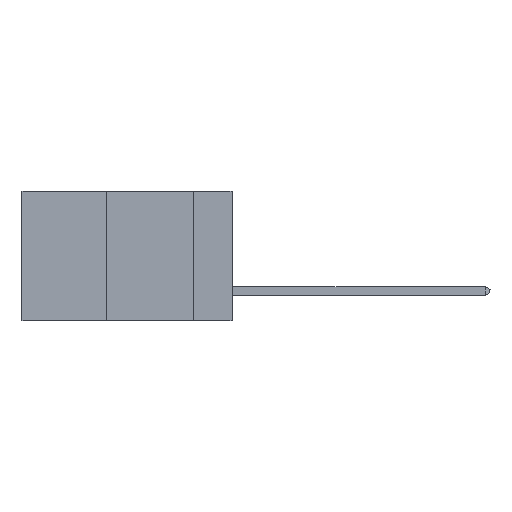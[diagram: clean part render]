
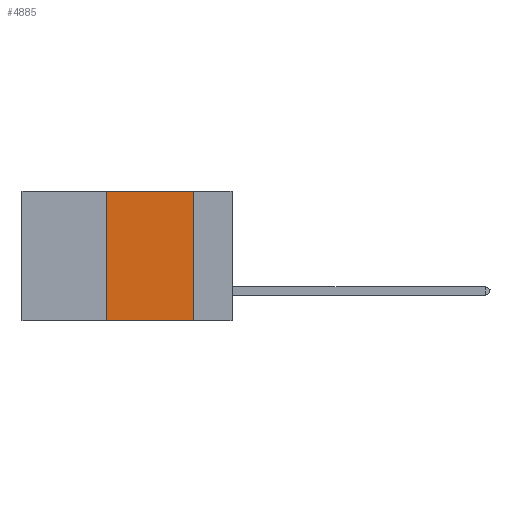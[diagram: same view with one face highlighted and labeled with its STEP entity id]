
A CAD part, left-side view. The second image highlights one B-rep face of the part: STEP entity #4885.
In plain terms, the highlighted planar face has unit normal (-1, 0, 0).
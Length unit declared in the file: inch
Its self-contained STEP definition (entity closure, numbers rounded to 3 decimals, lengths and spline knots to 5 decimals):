
#816 = DIRECTION ( 'NONE',  ( 0., 0., 1. ) ) ;
#1479 = DIRECTION ( 'NONE',  ( 0., -1., 0. ) ) ;
#1489 = VERTEX_POINT ( 'NONE', #23293 ) ;
#1970 = VECTOR ( 'NONE', #816, 39.37008 ) ;
#3441 = LINE ( 'NONE', #6778, #9820 ) ;
#3488 = CARTESIAN_POINT ( 'NONE',  ( 0., 0.36, 0. ) ) ;
#4885 = ADVANCED_FACE ( 'NONE', ( #10906 ), #20444, .F. ) ;
#6778 = CARTESIAN_POINT ( 'NONE',  ( 0., 0.6, -0.37 ) ) ;
#6985 = DIRECTION ( 'NONE',  ( 0., 0., -1. ) ) ;
#7479 = EDGE_CURVE ( 'NONE', #16545, #1489, #23601, .T. ) ;
#7517 = CARTESIAN_POINT ( 'NONE',  ( 0., 0.6, 0. ) ) ;
#9820 = VECTOR ( 'NONE', #25217, 39.37008 ) ;
#10124 = ORIENTED_EDGE ( 'NONE', *, *, #23137, .T. ) ;
#10441 = EDGE_CURVE ( 'NONE', #21420, #16545, #18000, .T. ) ;
#10780 = EDGE_LOOP ( 'NONE', ( #11062, #13769, #18552, #10124 ) ) ;
#10906 = FACE_OUTER_BOUND ( 'NONE', #10780, .T. ) ;
#11062 = ORIENTED_EDGE ( 'NONE', *, *, #7479, .F. ) ;
#12879 = VECTOR ( 'NONE', #1479, 39.37008 ) ;
#13769 = ORIENTED_EDGE ( 'NONE', *, *, #10441, .F. ) ;
#14091 = CARTESIAN_POINT ( 'NONE',  ( 0., 0.36, -0.37 ) ) ;
#14180 = DIRECTION ( 'NONE',  ( 1., 0., 0. ) ) ;
#16054 = DIRECTION ( 'NONE',  ( 0., 0., -1. ) ) ;
#16084 = LINE ( 'NONE', #19229, #1970 ) ;
#16545 = VERTEX_POINT ( 'NONE', #20322 ) ;
#18000 = LINE ( 'NONE', #7517, #12879 ) ;
#18552 = ORIENTED_EDGE ( 'NONE', *, *, #23261, .F. ) ;
#19229 = CARTESIAN_POINT ( 'NONE',  ( 0., 0.36, 0. ) ) ;
#19261 = CARTESIAN_POINT ( 'NONE',  ( 0., 0.11, 0. ) ) ;
#19906 = VERTEX_POINT ( 'NONE', #14091 ) ;
#20322 = CARTESIAN_POINT ( 'NONE',  ( 0., 0.11, 0. ) ) ;
#20444 = PLANE ( 'NONE',  #26406 ) ;
#21420 = VERTEX_POINT ( 'NONE', #3488 ) ;
#22006 = VECTOR ( 'NONE', #6985, 39.37008 ) ;
#23137 = EDGE_CURVE ( 'NONE', #19906, #1489, #3441, .T. ) ;
#23261 = EDGE_CURVE ( 'NONE', #19906, #21420, #16084, .T. ) ;
#23293 = CARTESIAN_POINT ( 'NONE',  ( 0., 0.11, -0.37 ) ) ;
#23601 = LINE ( 'NONE', #19261, #22006 ) ;
#24363 = CARTESIAN_POINT ( 'NONE',  ( 0., 0.6, 0. ) ) ;
#25217 = DIRECTION ( 'NONE',  ( 0., -1., 0. ) ) ;
#26406 = AXIS2_PLACEMENT_3D ( 'NONE', #24363, #14180, #16054 ) ;
